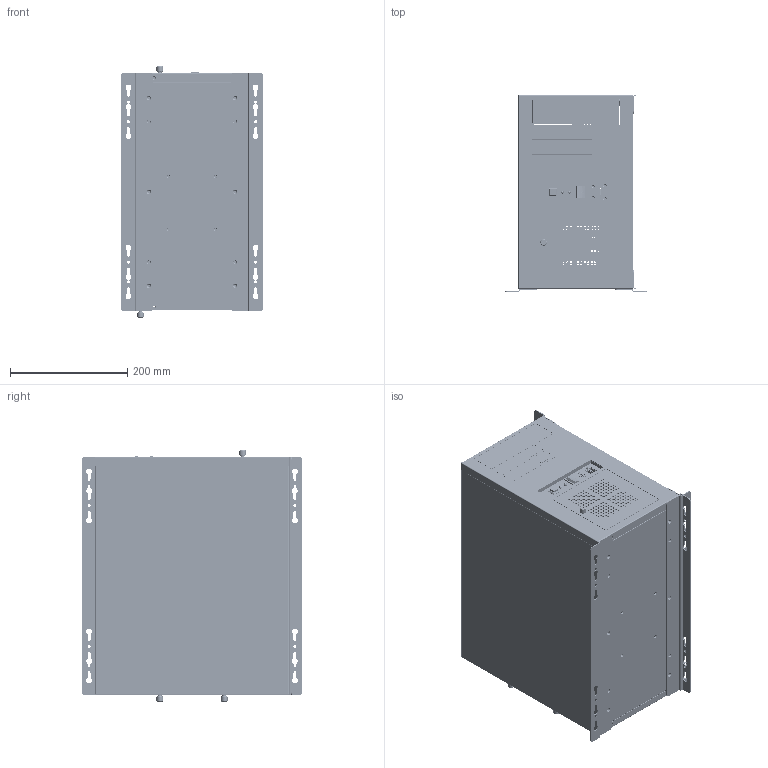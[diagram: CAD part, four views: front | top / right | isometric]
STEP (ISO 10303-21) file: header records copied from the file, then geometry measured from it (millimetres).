
FILE_DESCRIPTION (( 'STEP AP214' ), '1' );
FILE_NAME ('RK-608MB.STEP', '2020-09-25T10:51:35', ( '' ), ( '' ), 'SwSTEP 2.0', 'SolidWorks 2018', '' );
FILE_SCHEMA (( 'AUTOMOTIVE_DESIGN' ));
Length unit declared in the file: millimetre
Products named in the file (2): RK-608MB
Bounding box: 242 x 376.3 x 428.6 mm (x, y, z)
Surface area: 2170374 mm2 (no closed solid volume)
Topology: 0 solids, 148 shells, 8003 faces, 21476 edges, 14012 vertices
Faces by surface type: plane 3974, cylinder 3518, cone 283, bspline 212, torus 16
Entity records: 377433 total; most frequent: CARTESIAN_POINT 80548, ORIENTED_EDGE 42900, DIRECTION 42750, EDGE_CURVE 21464, AXIS2_PLACEMENT_3D 14658, VERTEX_POINT 14010, VECTOR 13434, LINE 13434
